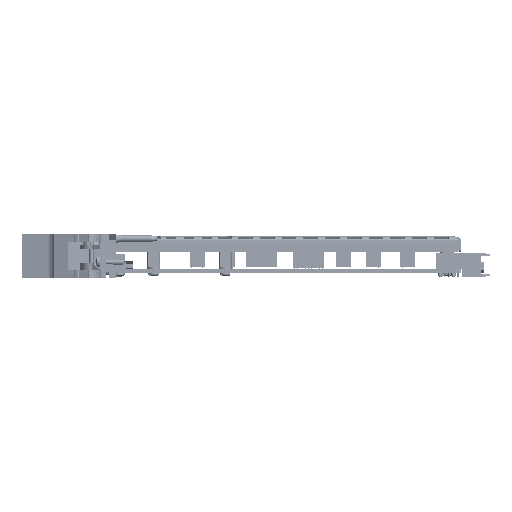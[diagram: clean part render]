
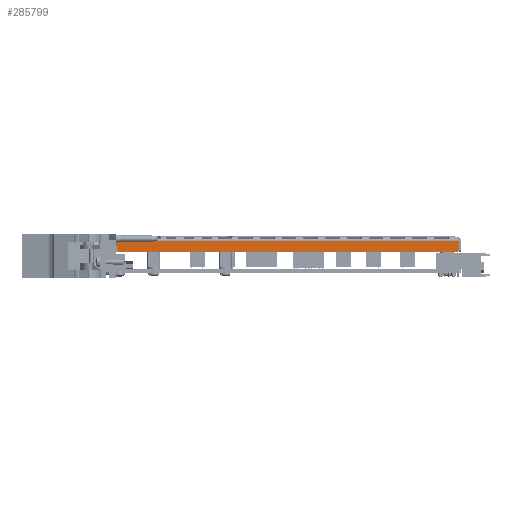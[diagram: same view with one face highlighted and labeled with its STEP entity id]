
A CAD part, front view. The second image highlights one B-rep face of the part: STEP entity #285799.
In plain terms, the highlighted planar face has unit normal (0, -1, 0).
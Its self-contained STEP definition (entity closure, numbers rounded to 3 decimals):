
#9788 = AXIS2_PLACEMENT_3D ( 'NONE', #293158, #293161, #293164 ) ;
#41533 = EDGE_CURVE ( 'NONE', #305989, #305919, #322059, .T. ) ;
#41542 = EDGE_CURVE ( 'NONE', #305970, #306004, #322071, .T. ) ;
#41570 = EDGE_CURVE ( 'NONE', #305919, #305970, #322089, .T. ) ;
#41572 = EDGE_CURVE ( 'NONE', #306015, #306004, #322134, .T. ) ;
#41575 = EDGE_CURVE ( 'NONE', #306036, #306015, #322140, .T. ) ;
#41577 = EDGE_CURVE ( 'NONE', #306036, #306045, #322129, .T. ) ;
#41579 = EDGE_CURVE ( 'NONE', #306045, #306049, #322156, .T. ) ;
#41582 = EDGE_CURVE ( 'NONE', #306030, #306049, #322164, .T. ) ;
#41584 = EDGE_CURVE ( 'NONE', #306030, #306055, #322168, .T. ) ;
#41586 = EDGE_CURVE ( 'NONE', #305989, #306055, #322176, .T. ) ;
#167266 = AXIS2_PLACEMENT_3D ( 'NONE', #396612, #396613, #396614 ) ;
#167268 = AXIS2_PLACEMENT_3D ( 'NONE', #396627, #396629, #396631 ) ;
#167272 = AXIS2_PLACEMENT_3D ( 'NONE', #396745, #396748, #396751 ) ;
#167273 = AXIS2_PLACEMENT_3D ( 'NONE', #396763, #396766, #396769 ) ;
#176093 = ORIENTED_EDGE ( 'NONE', *, *, #41570, .T. ) ;
#176098 = ORIENTED_EDGE ( 'NONE', *, *, #41542, .T. ) ;
#176103 = ORIENTED_EDGE ( 'NONE', *, *, #41572, .F. ) ;
#176108 = ORIENTED_EDGE ( 'NONE', *, *, #41575, .F. ) ;
#176113 = ORIENTED_EDGE ( 'NONE', *, *, #41577, .T. ) ;
#176117 = ORIENTED_EDGE ( 'NONE', *, *, #41579, .T. ) ;
#176123 = ORIENTED_EDGE ( 'NONE', *, *, #41582, .F. ) ;
#176129 = ORIENTED_EDGE ( 'NONE', *, *, #41584, .T. ) ;
#176135 = ORIENTED_EDGE ( 'NONE', *, *, #41586, .F. ) ;
#176142 = ORIENTED_EDGE ( 'NONE', *, *, #41533, .T. ) ;
#185705 = CARTESIAN_POINT ( 'NONE',  ( 3.712, 4.011, 8. ) ) ;
#185745 = CARTESIAN_POINT ( 'NONE',  ( 157.942, 4.011, 8. ) ) ;
#185763 = CARTESIAN_POINT ( 'NONE',  ( 2.712, 4.011, 9. ) ) ;
#185782 = CARTESIAN_POINT ( 'NONE',  ( 158.942, 4.011, 9. ) ) ;
#185791 = CARTESIAN_POINT ( 'NONE',  ( 158.942, 4.011, 13. ) ) ;
#185806 = CARTESIAN_POINT ( 'NONE',  ( 1.712, 4.011, 11. ) ) ;
#185812 = CARTESIAN_POINT ( 'NONE',  ( -1.288, 4.011, 13. ) ) ;
#185822 = CARTESIAN_POINT ( 'NONE',  ( -1.288, 4.011, 12. ) ) ;
#185825 = CARTESIAN_POINT ( 'NONE',  ( -0.288, 4.011, 11. ) ) ;
#185833 = CARTESIAN_POINT ( 'NONE',  ( 2.712, 4.011, 10. ) ) ;
#285799 = ADVANCED_FACE ( 'NONE', ( #415426 ), #293104, .F. ) ;
#293104 = PLANE ( 'NONE',  #9788 ) ;
#293158 = CARTESIAN_POINT ( 'NONE',  ( 158.012, 4.011, 8. ) ) ;
#293161 = DIRECTION ( 'NONE',  ( 0., 1., 0. ) ) ;
#293164 = DIRECTION ( 'NONE',  ( 1., 0., 0. ) ) ;
#305919 = VERTEX_POINT ( 'NONE', #185705 ) ;
#305970 = VERTEX_POINT ( 'NONE', #185745 ) ;
#305989 = VERTEX_POINT ( 'NONE', #185763 ) ;
#306004 = VERTEX_POINT ( 'NONE', #185782 ) ;
#306015 = VERTEX_POINT ( 'NONE', #185791 ) ;
#306030 = VERTEX_POINT ( 'NONE', #185806 ) ;
#306036 = VERTEX_POINT ( 'NONE', #185812 ) ;
#306045 = VERTEX_POINT ( 'NONE', #185822 ) ;
#306049 = VERTEX_POINT ( 'NONE', #185825 ) ;
#306055 = VERTEX_POINT ( 'NONE', #185833 ) ;
#320910 = EDGE_LOOP ( 'NONE', ( #176093, #176098, #176103, #176108, #176113, #176117, #176123, #176129, #176135, #176142 ) ) ;
#322059 = CIRCLE ( 'NONE', #167266, 1. ) ;
#322071 = CIRCLE ( 'NONE', #167268, 1. ) ;
#322089 = LINE ( 'NONE', #396684, #322137 ) ;
#322129 = LINE ( 'NONE', #396679, #322160 ) ;
#322134 = LINE ( 'NONE', #396714, #322143 ) ;
#322137 = VECTOR ( 'NONE', #396707, 1000. ) ;
#322140 = LINE ( 'NONE', #396722, #322152 ) ;
#322143 = VECTOR ( 'NONE', #396719, 1000. ) ;
#322152 = VECTOR ( 'NONE', #396726, 1000. ) ;
#322156 = CIRCLE ( 'NONE', #167272, 1. ) ;
#322160 = VECTOR ( 'NONE', #396728, 1000. ) ;
#322164 = LINE ( 'NONE', #396724, #322172 ) ;
#322168 = CIRCLE ( 'NONE', #167273, 1. ) ;
#322172 = VECTOR ( 'NONE', #396701, 1000. ) ;
#322176 = LINE ( 'NONE', #396737, #322183 ) ;
#322183 = VECTOR ( 'NONE', #396742, 1000. ) ;
#396612 = CARTESIAN_POINT ( 'NONE',  ( 3.712, 4.011, 9. ) ) ;
#396613 = DIRECTION ( 'NONE',  ( 0., -1., 0. ) ) ;
#396614 = DIRECTION ( 'NONE',  ( 1., 0., 0. ) ) ;
#396627 = CARTESIAN_POINT ( 'NONE',  ( 157.942, 4.011, 9. ) ) ;
#396629 = DIRECTION ( 'NONE',  ( 0., -1., 0. ) ) ;
#396631 = DIRECTION ( 'NONE',  ( 1., 0., 0. ) ) ;
#396679 = CARTESIAN_POINT ( 'NONE',  ( -1.288, 4.011, 8. ) ) ;
#396684 = CARTESIAN_POINT ( 'NONE',  ( 158.012, 4.011, 8. ) ) ;
#396701 = DIRECTION ( 'NONE',  ( -1., 0., 0. ) ) ;
#396707 = DIRECTION ( 'NONE',  ( 1., 0., 0. ) ) ;
#396714 = CARTESIAN_POINT ( 'NONE',  ( 158.942, 4.011, 13. ) ) ;
#396719 = DIRECTION ( 'NONE',  ( 0., 0., -1. ) ) ;
#396722 = CARTESIAN_POINT ( 'NONE',  ( 158.012, 4.011, 13. ) ) ;
#396724 = CARTESIAN_POINT ( 'NONE',  ( -1.288, 4.011, 11. ) ) ;
#396726 = DIRECTION ( 'NONE',  ( 1., 0., 0. ) ) ;
#396728 = DIRECTION ( 'NONE',  ( 0., 0., -1. ) ) ;
#396737 = CARTESIAN_POINT ( 'NONE',  ( 2.712, 4.011, 11. ) ) ;
#396742 = DIRECTION ( 'NONE',  ( 0., 0., 1. ) ) ;
#396745 = CARTESIAN_POINT ( 'NONE',  ( -0.288, 4.011, 12. ) ) ;
#396748 = DIRECTION ( 'NONE',  ( 0., -1., 0. ) ) ;
#396751 = DIRECTION ( 'NONE',  ( 1., 0., 0. ) ) ;
#396763 = CARTESIAN_POINT ( 'NONE',  ( 1.712, 4.011, 10. ) ) ;
#396766 = DIRECTION ( 'NONE',  ( 0., 1., 0. ) ) ;
#396769 = DIRECTION ( 'NONE',  ( 1., 0., 0. ) ) ;
#415426 = FACE_OUTER_BOUND ( 'NONE', #320910, .T. ) ;
